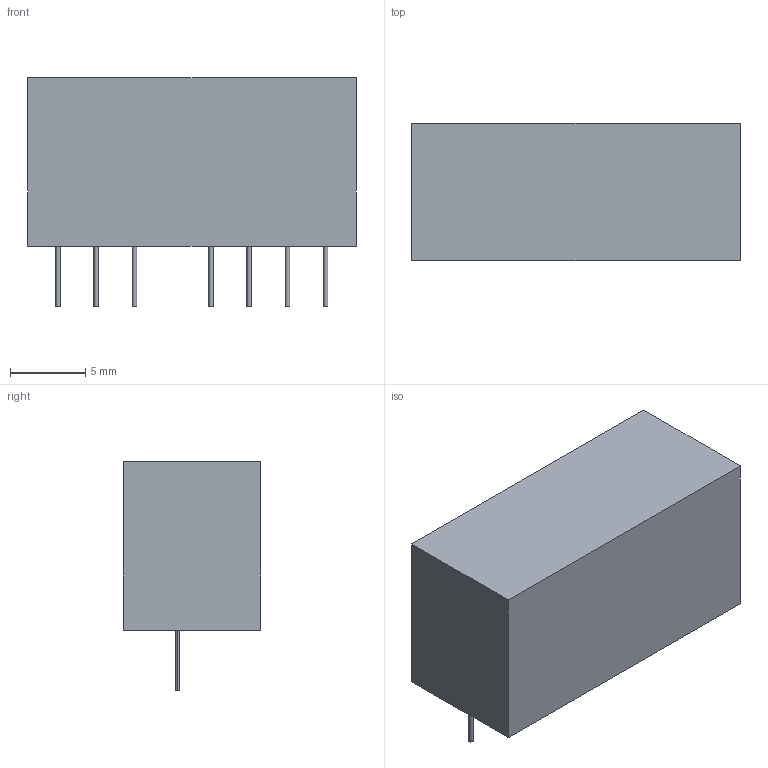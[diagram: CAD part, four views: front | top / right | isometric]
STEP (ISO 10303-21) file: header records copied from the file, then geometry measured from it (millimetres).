
FILE_DESCRIPTION(/* description */ (''),/* implementation_level */ '2;1');
FILE_NAME(/* name */ 'DC-DC_~3',/* time_stamp */ '2020-08-27T16:41:22+02:00',/* author */ (''),/* organization */ (''),/* preprocessor_version */ 'ST-DEVELOPER v15',/* originating_system */ '',/* authorisation */ '');
FILE_SCHEMA (('AUTOMOTIVE_DESIGN'));
Length unit declared in the file: millimetre
Products named in the file (1): Document
Bounding box: 21.8 x 9.1 x 15.2 mm (x, y, z)
Volume: 2223.8 mm3; surface area: 1116.3 mm2
Topology: 8 solids, 8 shells, 34 faces, 54 edges, 36 vertices
Faces by surface type: plane 20, bspline 14
Entity records: 808 total; most frequent: CARTESIAN_POINT 390, ORIENTED_EDGE 108, EDGE_CURVE 54, VERTEX_POINT 36, ADVANCED_FACE 34, FACE_OUTER_BOUND 34, EDGE_LOOP 34, DIRECTION 24
